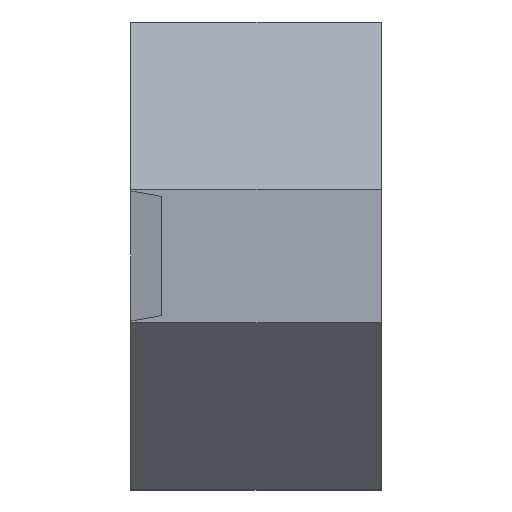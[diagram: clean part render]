
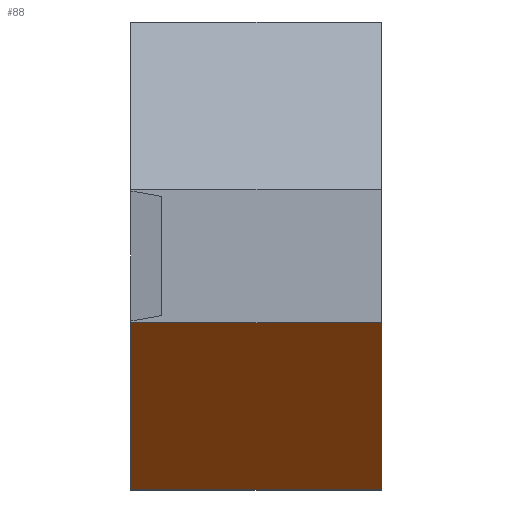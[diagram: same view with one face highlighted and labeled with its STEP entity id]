
A CAD part, left-side view. The second image highlights one B-rep face of the part: STEP entity #88.
In plain terms, the highlighted planar face has unit normal (-0.707, 0, -0.707).
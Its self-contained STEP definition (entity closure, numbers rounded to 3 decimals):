
#27 = CARTESIAN_POINT ( 'NONE',  ( -7.3, 5.25, -1.397 ) ) ;
#86 = LINE ( 'NONE', #742, #573 ) ;
#88 = ADVANCED_FACE ( 'NONE', ( #991 ), #767, .F. ) ;
#93 = ORIENTED_EDGE ( 'NONE', *, *, #183, .F. ) ;
#94 = ORIENTED_EDGE ( 'NONE', *, *, #832, .T. ) ;
#183 = EDGE_CURVE ( 'NONE', #655, #882, #589, .T. ) ;
#198 = DIRECTION ( 'NONE',  ( 0.707, 0., -0.707 ) ) ;
#212 = CARTESIAN_POINT ( 'NONE',  ( -4.349, 5.25, -4.349 ) ) ;
#247 = CARTESIAN_POINT ( 'NONE',  ( -3.787, 0., -4.911 ) ) ;
#285 = LINE ( 'NONE', #688, #634 ) ;
#313 = VERTEX_POINT ( 'NONE', #247 ) ;
#372 = DIRECTION ( 'NONE',  ( -0.707, 0., 0.707 ) ) ;
#381 = CARTESIAN_POINT ( 'NONE',  ( -7.3, 0., -1.397 ) ) ;
#474 = VERTEX_POINT ( 'NONE', #381 ) ;
#507 = VECTOR ( 'NONE', #372, 1000. ) ;
#549 = EDGE_CURVE ( 'NONE', #313, #474, #285, .T. ) ;
#550 = LINE ( 'NONE', #1051, #926 ) ;
#573 = VECTOR ( 'NONE', #818, 1000. ) ;
#589 = LINE ( 'NONE', #212, #507 ) ;
#634 = VECTOR ( 'NONE', #943, 1000. ) ;
#635 = ORIENTED_EDGE ( 'NONE', *, *, #763, .F. ) ;
#655 = VERTEX_POINT ( 'NONE', #1032 ) ;
#688 = CARTESIAN_POINT ( 'NONE',  ( -4.349, 0., -4.349 ) ) ;
#742 = CARTESIAN_POINT ( 'NONE',  ( -3.787, 5.25, -4.911 ) ) ;
#748 = EDGE_LOOP ( 'NONE', ( #967, #635, #93, #94 ) ) ;
#763 = EDGE_CURVE ( 'NONE', #882, #474, #550, .T. ) ;
#767 = PLANE ( 'NONE',  #837 ) ;
#818 = DIRECTION ( 'NONE',  ( 0., -1., 0. ) ) ;
#832 = EDGE_CURVE ( 'NONE', #655, #313, #86, .T. ) ;
#837 = AXIS2_PLACEMENT_3D ( 'NONE', #1008, #928, #198 ) ;
#882 = VERTEX_POINT ( 'NONE', #27 ) ;
#887 = DIRECTION ( 'NONE',  ( 0., -1., 0. ) ) ;
#926 = VECTOR ( 'NONE', #887, 1000. ) ;
#928 = DIRECTION ( 'NONE',  ( 0.707, 0., 0.707 ) ) ;
#943 = DIRECTION ( 'NONE',  ( -0.707, 0., 0.707 ) ) ;
#967 = ORIENTED_EDGE ( 'NONE', *, *, #549, .T. ) ;
#991 = FACE_OUTER_BOUND ( 'NONE', #748, .T. ) ;
#1008 = CARTESIAN_POINT ( 'NONE',  ( -4.349, 5.25, -4.349 ) ) ;
#1032 = CARTESIAN_POINT ( 'NONE',  ( -3.787, 5.25, -4.911 ) ) ;
#1051 = CARTESIAN_POINT ( 'NONE',  ( -7.3, 5.25, -1.397 ) ) ;
